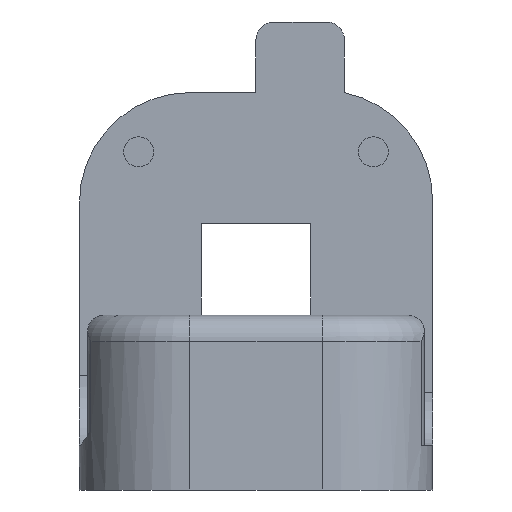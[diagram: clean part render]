
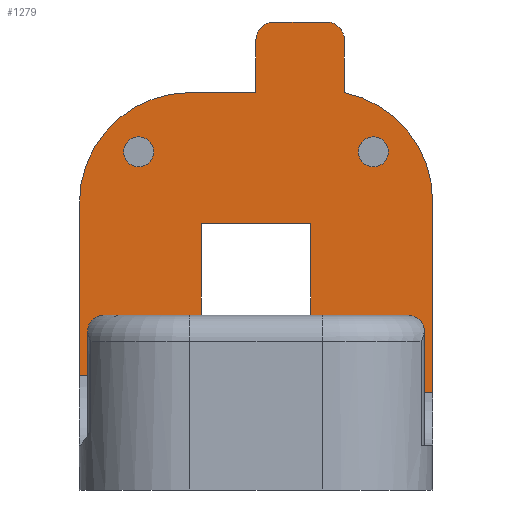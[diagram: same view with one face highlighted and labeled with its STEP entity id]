
A CAD part, left-side view. The second image highlights one B-rep face of the part: STEP entity #1279.
In plain terms, the highlighted planar face has unit normal (-1, 0, 0).
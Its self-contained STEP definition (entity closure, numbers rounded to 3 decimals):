
#19=FACE_BOUND('',#207,.T.);
#20=FACE_BOUND('',#208,.T.);
#87=CIRCLE('',#1376,1.7);
#88=CIRCLE('',#1377,1.7);
#89=CIRCLE('',#1378,12.5);
#90=CIRCLE('',#1379,2.);
#91=CIRCLE('',#1380,2.);
#92=CIRCLE('',#1381,12.5);
#93=CIRCLE('',#1382,1.7);
#94=CIRCLE('',#1383,1.7);
#95=CIRCLE('',#1384,1.7);
#143=FACE_OUTER_BOUND('',#206,.T.);
#206=EDGE_LOOP('',(#948,#949,#950,#951,#952,#953,#954,#955,#956,#957,#958,
#959,#960,#961,#962,#963,#964,#965,#966,#967,#968,#969,#970,#971));
#207=EDGE_LOOP('',(#972));
#208=EDGE_LOOP('',(#973));
#277=LINE('',#1866,#405);
#309=LINE('',#2005,#437);
#313=LINE('',#2013,#441);
#318=LINE('',#2025,#446);
#319=LINE('',#2041,#447);
#320=LINE('',#2049,#448);
#321=LINE('',#2053,#449);
#322=LINE('',#2057,#450);
#323=LINE('',#2059,#451);
#324=LINE('',#2063,#452);
#325=LINE('',#2065,#453);
#326=LINE('',#2069,#454);
#327=LINE('',#2070,#455);
#328=LINE('',#2072,#456);
#329=LINE('',#2074,#457);
#330=LINE('',#2075,#458);
#331=LINE('',#2076,#459);
#405=VECTOR('',#1488,10.);
#437=VECTOR('',#1576,10.);
#441=VECTOR('',#1580,10.);
#446=VECTOR('',#1591,10.);
#447=VECTOR('',#1592,10.);
#448=VECTOR('',#1601,10.);
#449=VECTOR('',#1604,10.);
#450=VECTOR('',#1607,10.);
#451=VECTOR('',#1608,10.);
#452=VECTOR('',#1611,10.);
#453=VECTOR('',#1612,8.);
#454=VECTOR('',#1615,8.);
#455=VECTOR('',#1616,10.);
#456=VECTOR('',#1617,10.);
#457=VECTOR('',#1618,10.);
#458=VECTOR('',#1619,10.);
#459=VECTOR('',#1620,10.);
#532=VERTEX_POINT('',#1863);
#533=VERTEX_POINT('',#1865);
#569=VERTEX_POINT('',#2002);
#570=VERTEX_POINT('',#2004);
#573=VERTEX_POINT('',#2010);
#574=VERTEX_POINT('',#2012);
#577=VERTEX_POINT('',#2021);
#578=VERTEX_POINT('',#2024);
#579=VERTEX_POINT('',#2026);
#580=VERTEX_POINT('',#2043);
#581=VERTEX_POINT('',#2046);
#582=VERTEX_POINT('',#2048);
#583=VERTEX_POINT('',#2050);
#584=VERTEX_POINT('',#2052);
#585=VERTEX_POINT('',#2054);
#586=VERTEX_POINT('',#2056);
#587=VERTEX_POINT('',#2058);
#588=VERTEX_POINT('',#2060);
#589=VERTEX_POINT('',#2062);
#590=VERTEX_POINT('',#2064);
#591=VERTEX_POINT('',#2066);
#592=VERTEX_POINT('',#2068);
#593=VERTEX_POINT('',#2071);
#594=VERTEX_POINT('',#2073);
#595=VERTEX_POINT('',#2077);
#596=VERTEX_POINT('',#2079);
#663=EDGE_CURVE('',#532,#533,#277,.T.);
#713=EDGE_CURVE('',#570,#569,#309,.T.);
#717=EDGE_CURVE('',#574,#573,#313,.T.);
#723=EDGE_CURVE('',#533,#578,#318,.T.);
#725=EDGE_CURVE('',#579,#577,#319,.T.);
#726=EDGE_CURVE('',#579,#580,#87,.T.);
#727=EDGE_CURVE('',#580,#578,#88,.T.);
#728=EDGE_CURVE('',#581,#532,#89,.T.);
#729=EDGE_CURVE('',#582,#581,#320,.T.);
#730=EDGE_CURVE('',#583,#582,#90,.T.);
#731=EDGE_CURVE('',#584,#583,#321,.T.);
#732=EDGE_CURVE('',#585,#584,#91,.T.);
#733=EDGE_CURVE('',#586,#585,#322,.T.);
#734=EDGE_CURVE('',#587,#586,#323,.T.);
#735=EDGE_CURVE('',#588,#587,#92,.T.);
#736=EDGE_CURVE('',#589,#588,#324,.T.);
#737=EDGE_CURVE('',#590,#589,#325,.T.);
#738=EDGE_CURVE('',#590,#591,#93,.T.);
#739=EDGE_CURVE('',#592,#591,#326,.T.);
#740=EDGE_CURVE('',#592,#574,#327,.T.);
#741=EDGE_CURVE('',#573,#593,#328,.T.);
#742=EDGE_CURVE('',#593,#594,#329,.T.);
#743=EDGE_CURVE('',#594,#570,#330,.T.);
#744=EDGE_CURVE('',#569,#577,#331,.T.);
#745=EDGE_CURVE('',#595,#595,#94,.T.);
#746=EDGE_CURVE('',#596,#596,#95,.T.);
#948=ORIENTED_EDGE('',*,*,#725,.F.);
#949=ORIENTED_EDGE('',*,*,#726,.T.);
#950=ORIENTED_EDGE('',*,*,#727,.T.);
#951=ORIENTED_EDGE('',*,*,#723,.F.);
#952=ORIENTED_EDGE('',*,*,#663,.F.);
#953=ORIENTED_EDGE('',*,*,#728,.F.);
#954=ORIENTED_EDGE('',*,*,#729,.F.);
#955=ORIENTED_EDGE('',*,*,#730,.F.);
#956=ORIENTED_EDGE('',*,*,#731,.F.);
#957=ORIENTED_EDGE('',*,*,#732,.F.);
#958=ORIENTED_EDGE('',*,*,#733,.F.);
#959=ORIENTED_EDGE('',*,*,#734,.F.);
#960=ORIENTED_EDGE('',*,*,#735,.F.);
#961=ORIENTED_EDGE('',*,*,#736,.F.);
#962=ORIENTED_EDGE('',*,*,#737,.F.);
#963=ORIENTED_EDGE('',*,*,#738,.T.);
#964=ORIENTED_EDGE('',*,*,#739,.F.);
#965=ORIENTED_EDGE('',*,*,#740,.T.);
#966=ORIENTED_EDGE('',*,*,#717,.T.);
#967=ORIENTED_EDGE('',*,*,#741,.T.);
#968=ORIENTED_EDGE('',*,*,#742,.T.);
#969=ORIENTED_EDGE('',*,*,#743,.T.);
#970=ORIENTED_EDGE('',*,*,#713,.T.);
#971=ORIENTED_EDGE('',*,*,#744,.T.);
#972=ORIENTED_EDGE('',*,*,#745,.T.);
#973=ORIENTED_EDGE('',*,*,#746,.T.);
#1236=PLANE('',#1375);
#1279=ADVANCED_FACE('',(#143,#19,#20),#1236,.F.);
#1375=AXIS2_PLACEMENT_3D('',#2042,#1593,#1594);
#1376=AXIS2_PLACEMENT_3D('',#2044,#1595,#1596);
#1377=AXIS2_PLACEMENT_3D('',#2045,#1597,#1598);
#1378=AXIS2_PLACEMENT_3D('',#2047,#1599,#1600);
#1379=AXIS2_PLACEMENT_3D('',#2051,#1602,#1603);
#1380=AXIS2_PLACEMENT_3D('',#2055,#1605,#1606);
#1381=AXIS2_PLACEMENT_3D('',#2061,#1609,#1610);
#1382=AXIS2_PLACEMENT_3D('',#2067,#1613,#1614);
#1383=AXIS2_PLACEMENT_3D('',#2078,#1621,#1622);
#1384=AXIS2_PLACEMENT_3D('',#2080,#1623,#1624);
#1488=DIRECTION('',(0.,0.,-1.));
#1576=DIRECTION('',(0.,-1.,0.));
#1580=DIRECTION('',(0.,-1.,0.));
#1591=DIRECTION('',(0.,1.,0.));
#1592=DIRECTION('',(0.,1.,0.));
#1593=DIRECTION('center_axis',(1.,0.,0.));
#1594=DIRECTION('ref_axis',(0.,1.,0.));
#1595=DIRECTION('center_axis',(1.,0.,0.));
#1596=DIRECTION('ref_axis',(0.,1.,0.));
#1597=DIRECTION('center_axis',(1.,0.,0.));
#1598=DIRECTION('ref_axis',(0.,1.,0.));
#1599=DIRECTION('center_axis',(1.,0.,0.));
#1600=DIRECTION('ref_axis',(0.,-0.2,0.98));
#1601=DIRECTION('',(0.,0.,-1.));
#1602=DIRECTION('center_axis',(1.,0.,0.));
#1603=DIRECTION('ref_axis',(0.,-0.707,0.707));
#1604=DIRECTION('',(0.,-1.,0.));
#1605=DIRECTION('center_axis',(1.,0.,0.));
#1606=DIRECTION('ref_axis',(0.,0.707,0.707));
#1607=DIRECTION('',(0.,0.,1.));
#1608=DIRECTION('',(0.,-1.,0.));
#1609=DIRECTION('center_axis',(1.,0.,0.));
#1610=DIRECTION('ref_axis',(0.,0.707,0.707));
#1611=DIRECTION('',(0.,0.,1.));
#1612=DIRECTION('',(0.,1.,0.));
#1613=DIRECTION('center_axis',(1.,0.,0.));
#1614=DIRECTION('ref_axis',(0.,1.,0.));
#1615=DIRECTION('',(0.,1.,0.));
#1616=DIRECTION('',(0.,0.,1.));
#1617=DIRECTION('',(0.,0.,1.));
#1618=DIRECTION('',(0.,-1.,0.));
#1619=DIRECTION('',(0.,0.,-1.));
#1620=DIRECTION('',(0.,0.,-1.));
#1621=DIRECTION('center_axis',(1.,0.,0.));
#1622=DIRECTION('ref_axis',(0.,1.,0.));
#1623=DIRECTION('center_axis',(1.,0.,0.));
#1624=DIRECTION('ref_axis',(0.,1.,0.));
#1863=CARTESIAN_POINT('',(35.,-20.,32.752));
#1865=CARTESIAN_POINT('',(35.,-20.,11.));
#1866=CARTESIAN_POINT('',(35.,-20.,45.));
#2002=CARTESIAN_POINT('',(35.,-10.,19.8));
#2004=CARTESIAN_POINT('',(35.,-6.2,19.8));
#2005=CARTESIAN_POINT('',(35.,0.,19.8));
#2010=CARTESIAN_POINT('',(35.,6.2,19.8));
#2012=CARTESIAN_POINT('',(35.,10.,19.8));
#2013=CARTESIAN_POINT('',(35.,0.,19.8));
#2021=CARTESIAN_POINT('',(35.,-10.,11.));
#2024=CARTESIAN_POINT('',(35.,-14.849,11.));
#2025=CARTESIAN_POINT('',(35.,0.,11.));
#2026=CARTESIAN_POINT('',(35.,-11.751,11.));
#2041=CARTESIAN_POINT('',(35.,0.,11.));
#2042=CARTESIAN_POINT('Origin',(35.,0.,29.));
#2043=CARTESIAN_POINT('',(35.,-15.,11.7));
#2044=CARTESIAN_POINT('Origin',(35.,-13.3,11.7));
#2045=CARTESIAN_POINT('Origin',(35.,-13.3,11.7));
#2046=CARTESIAN_POINT('',(35.,-9.999,45.));
#2047=CARTESIAN_POINT('Origin',(35.,-7.5,32.752));
#2048=CARTESIAN_POINT('',(35.,-9.999,51.));
#2049=CARTESIAN_POINT('',(35.,-9.999,53.));
#2050=CARTESIAN_POINT('',(35.,-7.999,53.));
#2051=CARTESIAN_POINT('Origin',(35.,-7.999,51.));
#2052=CARTESIAN_POINT('',(35.,-2.,53.));
#2053=CARTESIAN_POINT('',(35.,0.,53.));
#2054=CARTESIAN_POINT('',(35.,0.,51.));
#2055=CARTESIAN_POINT('Origin',(35.,-2.,51.));
#2056=CARTESIAN_POINT('',(35.,0.,45.));
#2057=CARTESIAN_POINT('',(35.,0.,45.));
#2058=CARTESIAN_POINT('',(35.,7.5,45.));
#2059=CARTESIAN_POINT('',(35.,20.,45.));
#2060=CARTESIAN_POINT('',(35.,20.,32.5));
#2061=CARTESIAN_POINT('Origin',(35.,7.5,32.5));
#2062=CARTESIAN_POINT('',(35.,20.,13.));
#2063=CARTESIAN_POINT('',(35.,20.,5.));
#2064=CARTESIAN_POINT('',(35.,14.396,13.));
#2065=CARTESIAN_POINT('',(35.,5.,13.));
#2066=CARTESIAN_POINT('',(35.,12.204,13.));
#2067=CARTESIAN_POINT('Origin',(35.,13.3,11.7));
#2068=CARTESIAN_POINT('',(35.,10.,13.));
#2069=CARTESIAN_POINT('',(35.,5.,13.));
#2070=CARTESIAN_POINT('',(35.,10.,17.));
#2071=CARTESIAN_POINT('',(35.,6.2,30.2));
#2072=CARTESIAN_POINT('',(35.,6.2,29.6));
#2073=CARTESIAN_POINT('',(35.,-6.2,30.2));
#2074=CARTESIAN_POINT('',(35.,-3.1,30.2));
#2075=CARTESIAN_POINT('',(35.,-6.2,24.4));
#2076=CARTESIAN_POINT('',(35.,-10.,17.));
#2077=CARTESIAN_POINT('',(35.,-15.,38.3));
#2078=CARTESIAN_POINT('Origin',(35.,-13.3,38.3));
#2079=CARTESIAN_POINT('',(35.,11.6,38.3));
#2080=CARTESIAN_POINT('Origin',(35.,13.3,38.3));
